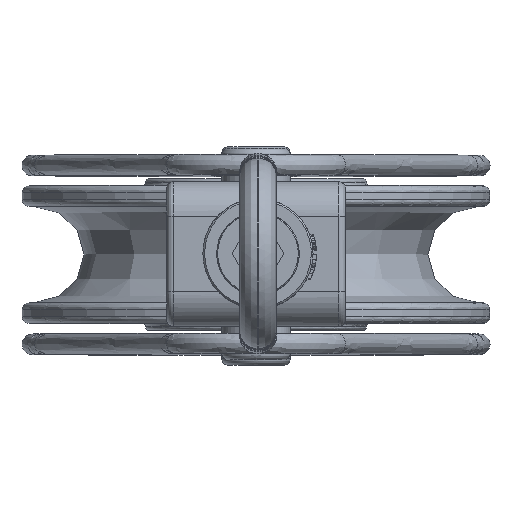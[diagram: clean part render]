
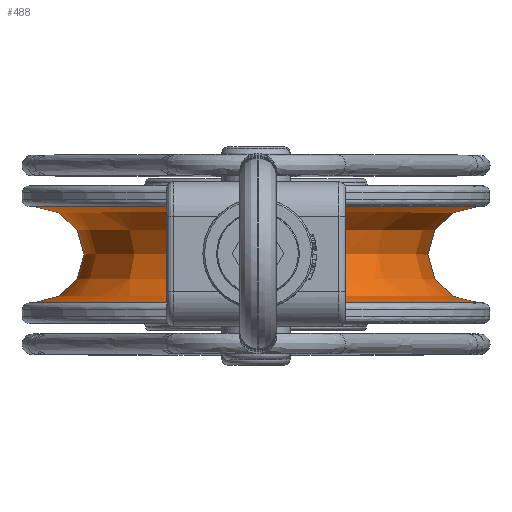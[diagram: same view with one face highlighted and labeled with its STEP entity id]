
A CAD part, top view. The second image highlights one B-rep face of the part: STEP entity #488.
In plain terms, the highlighted free-form (B-spline) face has degree [2, 2] with [7, 9] control points.
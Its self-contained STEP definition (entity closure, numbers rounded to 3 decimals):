
#472 = EDGE_CURVE('',#473,#473,#475,.T.);
#473 = VERTEX_POINT('',#474);
#474 = CARTESIAN_POINT('',(0.,-5.24,-34.39));
#475 = ( BOUNDED_CURVE() B_SPLINE_CURVE(2,(#476,#477,#478,#479,#480,#481
,#482),.UNSPECIFIED.,.T.,.F.) B_SPLINE_CURVE_WITH_KNOTS((3,2,2,3),(
    4.712,6.807,8.901,10.996),
.PIECEWISE_BEZIER_KNOTS.) CURVE() GEOMETRIC_REPRESENTATION_ITEM() 
RATIONAL_B_SPLINE_CURVE((1.,0.5,1.,0.5,1.,0.5,1.)) REPRESENTATION_ITEM(
  '') );
#476 = CARTESIAN_POINT('',(0.,-5.24,
    -34.39));
#477 = CARTESIAN_POINT('',(59.566,-5.24,
    -34.39));
#478 = CARTESIAN_POINT('',(29.783,-5.24,
    17.195));
#479 = CARTESIAN_POINT('',(0.,-5.24,
    68.78));
#480 = CARTESIAN_POINT('',(-29.783,-5.24,
    17.195));
#481 = CARTESIAN_POINT('',(-59.566,-5.24,
    -34.39));
#482 = CARTESIAN_POINT('',(0.,-5.24,
    -34.39));
#488 = ADVANCED_FACE('',(#489),#513,.T.);
#489 = FACE_BOUND('',#490,.T.);
#490 = EDGE_LOOP('',(#491,#501,#502,#503));
#491 = ORIENTED_EDGE('',*,*,#492,.T.);
#492 = EDGE_CURVE('',#493,#473,#495,.T.);
#493 = VERTEX_POINT('',#494);
#494 = CARTESIAN_POINT('',(0.,-20.135,-34.383));
#495 = ( BOUNDED_CURVE() B_SPLINE_CURVE(2,(#496,#497,#498,#499,#500),
.UNSPECIFIED.,.F.,.F.) B_SPLINE_CURVE_WITH_KNOTS((3,2,3),(1.556
,3.135,4.714),.PIECEWISE_BEZIER_KNOTS.) CURVE() 
GEOMETRIC_REPRESENTATION_ITEM() RATIONAL_B_SPLINE_CURVE((1.,
0.704,1.,0.704,1.)) REPRESENTATION_ITEM('') );
#496 = CARTESIAN_POINT('',(0.,-20.135,-34.383));
#497 = CARTESIAN_POINT('',(0.,-20.19,-26.581));
#498 = CARTESIAN_POINT('',(0.,-12.679,-26.585));
#499 = CARTESIAN_POINT('',(0.,-5.169,-26.589));
#500 = CARTESIAN_POINT('',(0.,-5.24,-34.39));
#501 = ORIENTED_EDGE('',*,*,#472,.T.);
#502 = ORIENTED_EDGE('',*,*,#492,.F.);
#503 = ORIENTED_EDGE('',*,*,#504,.F.);
#504 = EDGE_CURVE('',#493,#493,#505,.T.);
#505 = ( BOUNDED_CURVE() B_SPLINE_CURVE(2,(#506,#507,#508,#509,#510,#511
,#512),.UNSPECIFIED.,.T.,.F.) B_SPLINE_CURVE_WITH_KNOTS((3,2,2,3),(
    4.712,6.807,8.901,10.996),
.PIECEWISE_BEZIER_KNOTS.) CURVE() GEOMETRIC_REPRESENTATION_ITEM() 
RATIONAL_B_SPLINE_CURVE((1.,0.5,1.,0.5,1.,0.5,1.)) REPRESENTATION_ITEM(
  '') );
#506 = CARTESIAN_POINT('',(0.,-20.135,
    -34.383));
#507 = CARTESIAN_POINT('',(59.552,-20.135,
    -34.383));
#508 = CARTESIAN_POINT('',(29.776,-20.135,
    17.191));
#509 = CARTESIAN_POINT('',(0.,-20.135,
    68.765));
#510 = CARTESIAN_POINT('',(-29.776,-20.135,
    17.191));
#511 = CARTESIAN_POINT('',(-59.552,-20.135,
    -34.383));
#512 = CARTESIAN_POINT('',(0.,-20.135,
    -34.383));
#513 = ( BOUNDED_SURFACE() B_SPLINE_SURFACE(2,2,(
    (#514,#515,#516,#517,#518,#519,#520,#521,#522)
    ,(#523,#524,#525,#526,#527,#528,#529,#530,#531)
    ,(#532,#533,#534,#535,#536,#537,#538,#539,#540)
    ,(#541,#542,#543,#544,#545,#546,#547,#548,#549)
    ,(#550,#551,#552,#553,#554,#555,#556,#557,#558)
    ,(#559,#560,#561,#562,#563,#564,#565,#566,#567)
    ,(#568,#569,#570,#571,#572,#573,#574,#575,#576
)),.UNSPECIFIED.,.F.,.T.,.F.) B_SPLINE_SURFACE_WITH_KNOTS((3,2,2,3),(1,2
    ,2,2,2,2,1),(1.556,2.609,3.662,
    4.714),(-1.571,0.,1.571,3.142,
    4.712,6.283,7.854),.UNSPECIFIED.) 
GEOMETRIC_REPRESENTATION_ITEM() RATIONAL_B_SPLINE_SURFACE((
    (1.,0.707,1.,0.707,1.,0.707,1.
      ,0.707,1.)
    ,(0.865,0.611,0.865,0.611
      ,0.865,0.611,0.865,0.611
      ,0.865)
    ,(1.,0.707,1.,0.707,1.,0.707,1.
      ,0.707,1.)
    ,(0.865,0.611,0.865,0.611
      ,0.865,0.611,0.865,0.611
      ,0.865)
    ,(1.,0.707,1.,0.707,1.,0.707,1.
      ,0.707,1.)
    ,(0.865,0.611,0.865,0.611
      ,0.865,0.611,0.865,0.611
      ,0.865)
    ,(1.,0.707,1.,0.707,1.,0.707,1.
,0.707,1.))) REPRESENTATION_ITEM('') SURFACE() );
#514 = CARTESIAN_POINT('',(0.,-20.135,-34.383));
#515 = CARTESIAN_POINT('',(34.383,-20.135,
    -34.383));
#516 = CARTESIAN_POINT('',(34.383,-20.135,0.));
#517 = CARTESIAN_POINT('',(34.383,-20.135,
    34.383));
#518 = CARTESIAN_POINT('',(0.,-20.135,34.383));
#519 = CARTESIAN_POINT('',(-34.383,-20.135,
    34.383));
#520 = CARTESIAN_POINT('',(-34.383,-20.135,0.));
#521 = CARTESIAN_POINT('',(-34.383,-20.135,-34.383
    ));
#522 = CARTESIAN_POINT('',(0.,-20.135,-34.383));
#523 = CARTESIAN_POINT('',(0.,-20.167,-29.887));
#524 = CARTESIAN_POINT('',(29.887,-20.167,
    -29.887));
#525 = CARTESIAN_POINT('',(29.887,-20.167,0.));
#526 = CARTESIAN_POINT('',(29.887,-20.167,
    29.887));
#527 = CARTESIAN_POINT('',(0.,-20.167,29.887));
#528 = CARTESIAN_POINT('',(-29.887,-20.167,
    29.887));
#529 = CARTESIAN_POINT('',(-29.887,-20.167,0.));
#530 = CARTESIAN_POINT('',(-29.887,-20.167,
    -29.887));
#531 = CARTESIAN_POINT('',(0.,-20.167,-29.887));
#532 = CARTESIAN_POINT('',(0.,-16.423,-27.631));
#533 = CARTESIAN_POINT('',(27.631,-16.423,
    -27.631));
#534 = CARTESIAN_POINT('',(27.631,-16.423,0.));
#535 = CARTESIAN_POINT('',(27.631,-16.423,
    27.631));
#536 = CARTESIAN_POINT('',(0.,-16.423,27.631));
#537 = CARTESIAN_POINT('',(-27.631,-16.423,
    27.631));
#538 = CARTESIAN_POINT('',(-27.631,-16.423,0.));
#539 = CARTESIAN_POINT('',(-27.631,-16.423,
    -27.631));
#540 = CARTESIAN_POINT('',(0.,-16.423,-27.631));
#541 = CARTESIAN_POINT('',(0.,-12.678,-25.374));
#542 = CARTESIAN_POINT('',(25.374,-12.678,
    -25.374));
#543 = CARTESIAN_POINT('',(25.374,-12.678,0.));
#544 = CARTESIAN_POINT('',(25.374,-12.678,
    25.374));
#545 = CARTESIAN_POINT('',(0.,-12.678,25.374));
#546 = CARTESIAN_POINT('',(-25.374,-12.678,
    25.374));
#547 = CARTESIAN_POINT('',(-25.374,-12.678,0.));
#548 = CARTESIAN_POINT('',(-25.374,-12.678,
    -25.374));
#549 = CARTESIAN_POINT('',(0.,-12.678,-25.374));
#550 = CARTESIAN_POINT('',(0.,-8.938,-27.634));
#551 = CARTESIAN_POINT('',(27.634,-8.938,
    -27.634));
#552 = CARTESIAN_POINT('',(27.634,-8.938,0.));
#553 = CARTESIAN_POINT('',(27.634,-8.938,
    27.634));
#554 = CARTESIAN_POINT('',(0.,-8.938,27.634));
#555 = CARTESIAN_POINT('',(-27.634,-8.938,
    27.634));
#556 = CARTESIAN_POINT('',(-27.634,-8.938,0.));
#557 = CARTESIAN_POINT('',(-27.634,-8.938,
    -27.634));
#558 = CARTESIAN_POINT('',(0.,-8.938,-27.634));
#559 = CARTESIAN_POINT('',(0.,-5.199,-29.895));
#560 = CARTESIAN_POINT('',(29.895,-5.199,
    -29.895));
#561 = CARTESIAN_POINT('',(29.895,-5.199,0.));
#562 = CARTESIAN_POINT('',(29.895,-5.199,
    29.895));
#563 = CARTESIAN_POINT('',(0.,-5.199,29.895));
#564 = CARTESIAN_POINT('',(-29.895,-5.199,
    29.895));
#565 = CARTESIAN_POINT('',(-29.895,-5.199,0.));
#566 = CARTESIAN_POINT('',(-29.895,-5.199,
    -29.895));
#567 = CARTESIAN_POINT('',(0.,-5.199,-29.895));
#568 = CARTESIAN_POINT('',(0.,-5.24,-34.39));
#569 = CARTESIAN_POINT('',(34.39,-5.24,
    -34.39));
#570 = CARTESIAN_POINT('',(34.39,-5.24,0.));
#571 = CARTESIAN_POINT('',(34.39,-5.24,
    34.39));
#572 = CARTESIAN_POINT('',(0.,-5.24,34.39));
#573 = CARTESIAN_POINT('',(-34.39,-5.24,
    34.39));
#574 = CARTESIAN_POINT('',(-34.39,-5.24,0.));
#575 = CARTESIAN_POINT('',(-34.39,-5.24,-34.39
    ));
#576 = CARTESIAN_POINT('',(0.,-5.24,-34.39));
